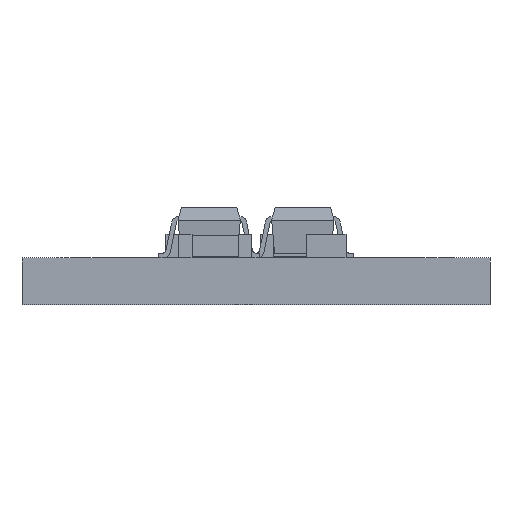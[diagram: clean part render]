
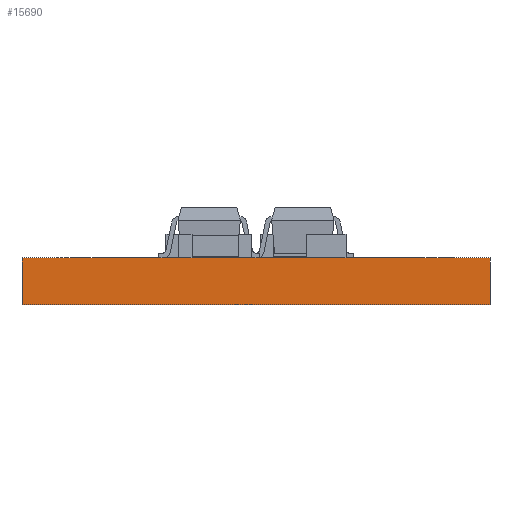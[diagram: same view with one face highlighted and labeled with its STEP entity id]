
A CAD part, front view. The second image highlights one B-rep face of the part: STEP entity #15690.
In plain terms, the highlighted planar face has unit normal (0, -1, 0).
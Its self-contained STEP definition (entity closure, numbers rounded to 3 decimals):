
#64 = ORIENTED_EDGE ( 'NONE', *, *, #8847, .F. ) ;
#981 = EDGE_LOOP ( 'NONE', ( #10642, #64, #14115, #2484 ) ) ;
#997 = CARTESIAN_POINT ( 'NONE',  ( 0., 0., -1.016 ) ) ;
#1261 = EDGE_CURVE ( 'NONE', #14849, #13162, #9968, .T. ) ;
#2484 = ORIENTED_EDGE ( 'NONE', *, *, #1261, .T. ) ;
#3272 = EDGE_CURVE ( 'NONE', #14849, #5238, #16399, .T. ) ;
#4435 = DIRECTION ( 'NONE',  ( 0., 0., -1. ) ) ;
#5238 = VERTEX_POINT ( 'NONE', #5977 ) ;
#5765 = CARTESIAN_POINT ( 'NONE',  ( 10.16, 0., -1.016 ) ) ;
#5791 = PLANE ( 'NONE',  #6319 ) ;
#5977 = CARTESIAN_POINT ( 'NONE',  ( 10.16, 0., -1.016 ) ) ;
#6319 = AXIS2_PLACEMENT_3D ( 'NONE', #997, #10391, #13474 ) ;
#6474 = CARTESIAN_POINT ( 'NONE',  ( 0., 0., -1.016 ) ) ;
#8016 = EDGE_CURVE ( 'NONE', #13162, #13683, #18751, .T. ) ;
#8847 = EDGE_CURVE ( 'NONE', #5238, #13683, #14842, .T. ) ;
#9715 = VECTOR ( 'NONE', #15760, 1000. ) ;
#9968 = LINE ( 'NONE', #17808, #10698 ) ;
#10202 = DIRECTION ( 'NONE',  ( -1., 0., 0. ) ) ;
#10346 = CARTESIAN_POINT ( 'NONE',  ( 10.16, 0., 0. ) ) ;
#10386 = DIRECTION ( 'NONE',  ( 0., 0., -1. ) ) ;
#10391 = DIRECTION ( 'NONE',  ( 0., 1., 0. ) ) ;
#10460 = CARTESIAN_POINT ( 'NONE',  ( 0., 0., 0. ) ) ;
#10642 = ORIENTED_EDGE ( 'NONE', *, *, #8016, .T. ) ;
#10698 = VECTOR ( 'NONE', #10202, 1000. ) ;
#11548 = FACE_OUTER_BOUND ( 'NONE', #981, .T. ) ;
#12551 = VECTOR ( 'NONE', #4435, 1000. ) ;
#12659 = CARTESIAN_POINT ( 'NONE',  ( 0., 0., -1.016 ) ) ;
#12906 = VECTOR ( 'NONE', #10386, 1000. ) ;
#13162 = VERTEX_POINT ( 'NONE', #10460 ) ;
#13474 = DIRECTION ( 'NONE',  ( 0., 0., 1. ) ) ;
#13683 = VERTEX_POINT ( 'NONE', #12659 ) ;
#14115 = ORIENTED_EDGE ( 'NONE', *, *, #3272, .F. ) ;
#14842 = LINE ( 'NONE', #6474, #9715 ) ;
#14849 = VERTEX_POINT ( 'NONE', #10346 ) ;
#15690 = ADVANCED_FACE ( 'NONE', ( #11548 ), #5791, .F. ) ;
#15760 = DIRECTION ( 'NONE',  ( -1., 0., 0. ) ) ;
#16399 = LINE ( 'NONE', #5765, #12551 ) ;
#17808 = CARTESIAN_POINT ( 'NONE',  ( 0., 0., 0. ) ) ;
#18751 = LINE ( 'NONE', #19726, #12906 ) ;
#19726 = CARTESIAN_POINT ( 'NONE',  ( 0., 0., -1.016 ) ) ;
